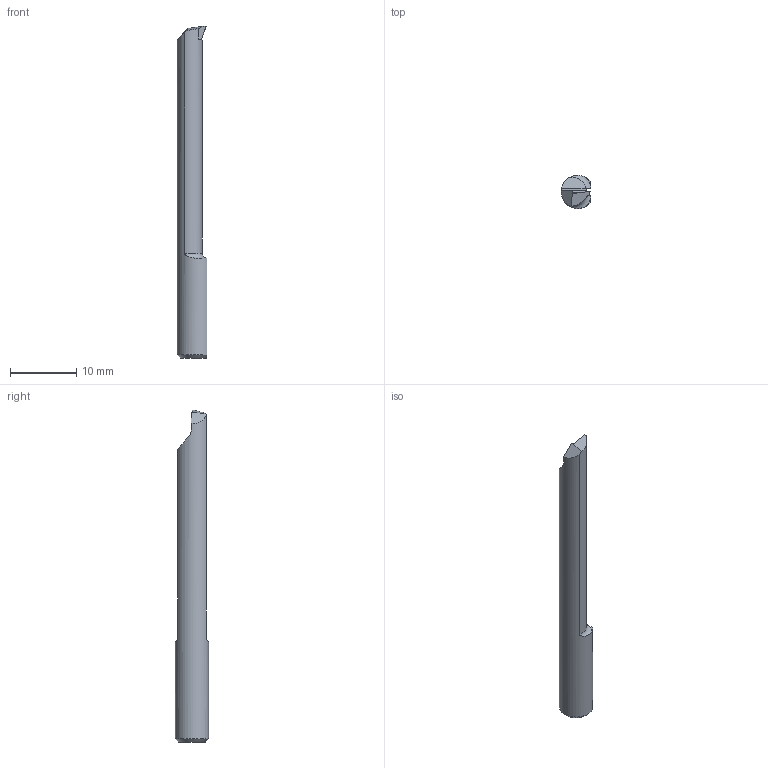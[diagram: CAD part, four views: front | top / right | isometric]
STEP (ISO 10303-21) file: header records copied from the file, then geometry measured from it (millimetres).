
FILE_DESCRIPTION (( 'STEP AP203' ), '1' );
FILE_NAME ('R055.5-35.step', '2024-01-08T12:38:49', ( '' ), ( '' ), 'SwSTEP 2.0', 'SolidWorks 2022', '' );
FILE_SCHEMA (( 'CONFIG_CONTROL_DESIGN' ));
Length unit declared in the file: millimetre
Products named in the file (1): R055.5-35
Bounding box: 4.45 x 5 x 50 mm (x, y, z)
Volume: 677.8 mm3; surface area: 712.3 mm2
Topology: 1 solids, 1 shells, 31 faces, 85 edges, 55 vertices
Faces by surface type: plane 15, cylinder 8, torus 5, bspline 2, cone 1
Entity records: 1187 total; most frequent: CARTESIAN_POINT 392, ORIENTED_EDGE 168, DIRECTION 129, EDGE_CURVE 84, VERTEX_POINT 55, AXIS2_PLACEMENT_3D 48, LINE 33, VECTOR 33
